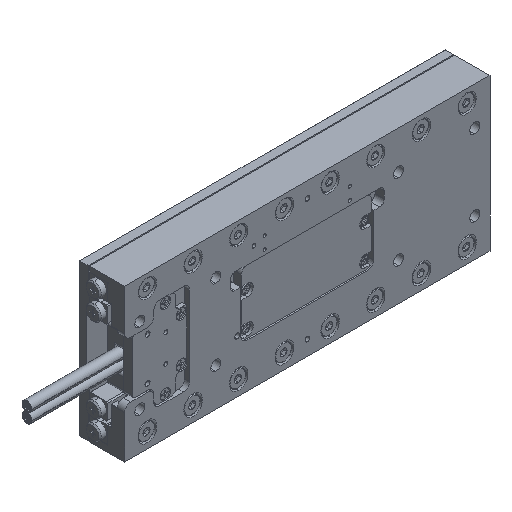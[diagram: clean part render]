
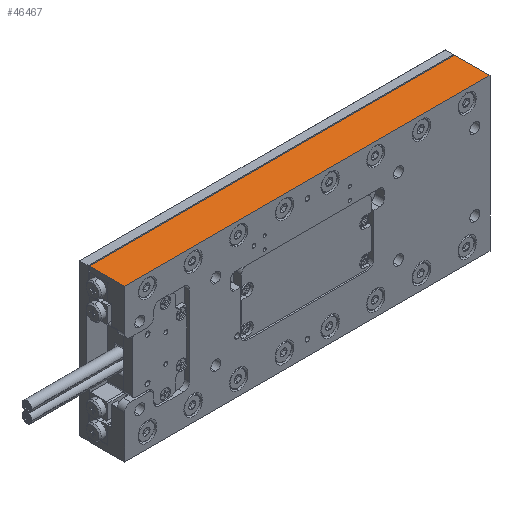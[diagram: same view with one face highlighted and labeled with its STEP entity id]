
A CAD part, isometric view. The second image highlights one B-rep face of the part: STEP entity #46467.
In plain terms, the highlighted planar face has unit normal (0, 0, 1).
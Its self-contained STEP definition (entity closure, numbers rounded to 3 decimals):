
#1158 = DIRECTION ( 'NONE',  ( 1., 0., 0. ) ) ;
#3143 = LINE ( 'NONE', #21663, #9598 ) ;
#8857 = VERTEX_POINT ( 'NONE', #73150 ) ;
#9598 = VECTOR ( 'NONE', #15625, 1000. ) ;
#11287 = DIRECTION ( 'NONE',  ( 0., -1., 0. ) ) ;
#12855 = CARTESIAN_POINT ( 'NONE',  ( -60., 0., 25. ) ) ;
#13260 = ORIENTED_EDGE ( 'NONE', *, *, #38051, .T. ) ;
#14175 = CARTESIAN_POINT ( 'NONE',  ( -60., 5.5, 25. ) ) ;
#15625 = DIRECTION ( 'NONE',  ( 0., -1., 0. ) ) ;
#15658 = DIRECTION ( 'NONE',  ( 0., 0., -1. ) ) ;
#16069 = FACE_OUTER_BOUND ( 'NONE', #22248, .T. ) ;
#21663 = CARTESIAN_POINT ( 'NONE',  ( 60., 5.5, 25. ) ) ;
#21697 = EDGE_CURVE ( 'NONE', #74079, #72889, #3143, .T. ) ;
#22065 = ORIENTED_EDGE ( 'NONE', *, *, #38427, .T. ) ;
#22248 = EDGE_LOOP ( 'NONE', ( #22065, #26181, #42043, #13260 ) ) ;
#25307 = DIRECTION ( 'NONE',  ( 1., 0., 0. ) ) ;
#26181 = ORIENTED_EDGE ( 'NONE', *, *, #21697, .F. ) ;
#35478 = CARTESIAN_POINT ( 'NONE',  ( -60., 5.5, 25. ) ) ;
#37882 = CARTESIAN_POINT ( 'NONE',  ( 60., 11.5, 25. ) ) ;
#38051 = EDGE_CURVE ( 'NONE', #8857, #72820, #48791, .T. ) ;
#38427 = EDGE_CURVE ( 'NONE', #72820, #72889, #68145, .T. ) ;
#40477 = CARTESIAN_POINT ( 'NONE',  ( -60., 0., 25. ) ) ;
#42043 = ORIENTED_EDGE ( 'NONE', *, *, #43175, .F. ) ;
#42084 = AXIS2_PLACEMENT_3D ( 'NONE', #14175, #15658, #69056 ) ;
#43175 = EDGE_CURVE ( 'NONE', #8857, #74079, #75349, .T. ) ;
#46467 = ADVANCED_FACE ( 'NONE', ( #16069 ), #75109, .F. ) ;
#47996 = VECTOR ( 'NONE', #11287, 1000. ) ;
#48791 = LINE ( 'NONE', #35478, #47996 ) ;
#55161 = VECTOR ( 'NONE', #25307, 1000. ) ;
#68145 = LINE ( 'NONE', #12855, #75183 ) ;
#68495 = CARTESIAN_POINT ( 'NONE',  ( -66.357, 11.5, 25. ) ) ;
#69056 = DIRECTION ( 'NONE',  ( -1., 0., 0. ) ) ;
#72308 = CARTESIAN_POINT ( 'NONE',  ( 60., 0., 25. ) ) ;
#72820 = VERTEX_POINT ( 'NONE', #40477 ) ;
#72889 = VERTEX_POINT ( 'NONE', #72308 ) ;
#73150 = CARTESIAN_POINT ( 'NONE',  ( -60., 11.5, 25. ) ) ;
#74079 = VERTEX_POINT ( 'NONE', #37882 ) ;
#75109 = PLANE ( 'NONE',  #42084 ) ;
#75183 = VECTOR ( 'NONE', #1158, 1000. ) ;
#75349 = LINE ( 'NONE', #68495, #55161 ) ;
